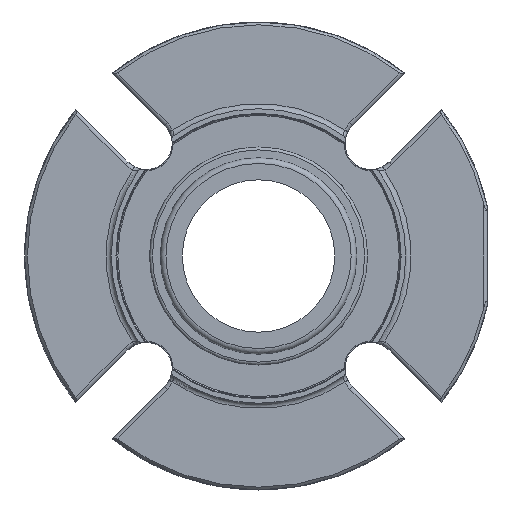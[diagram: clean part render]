
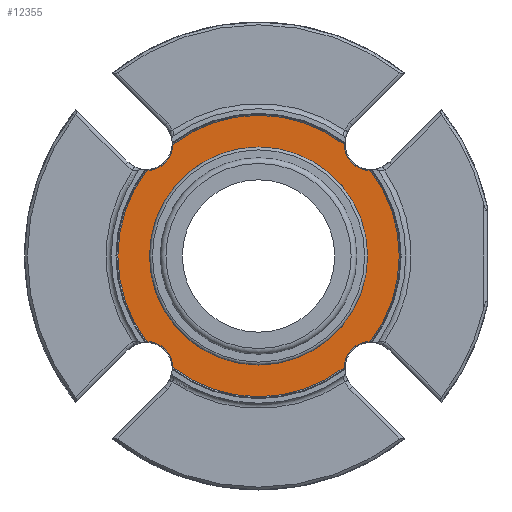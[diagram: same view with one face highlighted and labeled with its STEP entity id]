
A CAD part, left-side view. The second image highlights one B-rep face of the part: STEP entity #12355.
In plain terms, the highlighted planar face has unit normal (-1, 0, 0).
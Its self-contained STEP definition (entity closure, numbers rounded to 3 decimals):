
#1614=PLANE('',#12928);
#1878=ORIENTED_EDGE('',*,*,#4511,.F.);
#1879=ORIENTED_EDGE('',*,*,#4507,.T.);
#1880=ORIENTED_EDGE('',*,*,#4495,.F.);
#1881=ORIENTED_EDGE('',*,*,#4499,.T.);
#1882=ORIENTED_EDGE('',*,*,#4504,.F.);
#1883=ORIENTED_EDGE('',*,*,#4510,.T.);
#1884=ORIENTED_EDGE('',*,*,#4512,.F.);
#1885=ORIENTED_EDGE('',*,*,#4513,.T.);
#1886=ORIENTED_EDGE('',*,*,#4490,.F.);
#4490=EDGE_CURVE('',#5814,#5814,#6687,.F.);
#4495=EDGE_CURVE('',#5819,#5820,#6689,.F.);
#4499=EDGE_CURVE('',#5819,#5822,#6691,.T.);
#4504=EDGE_CURVE('',#5826,#5822,#6693,.F.);
#4507=EDGE_CURVE('',#5827,#5820,#6695,.T.);
#4510=EDGE_CURVE('',#5826,#5830,#6697,.T.);
#4511=EDGE_CURVE('',#5827,#5831,#6698,.F.);
#4512=EDGE_CURVE('',#5832,#5830,#6699,.F.);
#4513=EDGE_CURVE('',#5832,#5831,#6700,.T.);
#5814=VERTEX_POINT('',#16113);
#5819=VERTEX_POINT('',#16129);
#5820=VERTEX_POINT('',#16131);
#5822=VERTEX_POINT('',#16137);
#5826=VERTEX_POINT('',#16153);
#5827=VERTEX_POINT('',#16157);
#5830=VERTEX_POINT('',#16165);
#5831=VERTEX_POINT('',#16169);
#5832=VERTEX_POINT('',#16171);
#6687=CIRCLE('',#12912,29.528);
#6689=CIRCLE('',#12915,7.137);
#6691=CIRCLE('',#12918,38.1);
#6693=CIRCLE('',#12921,7.137);
#6695=CIRCLE('',#12924,38.1);
#6697=CIRCLE('',#12927,38.1);
#6698=CIRCLE('',#12929,7.137);
#6699=CIRCLE('',#12930,7.137);
#6700=CIRCLE('',#12931,38.1);
#7119=EDGE_LOOP('',(#1878,#1879,#1880,#1881,#1882,#1883,#1884,#1885));
#7120=EDGE_LOOP('',(#1886));
#7758=FACE_BOUND('',#7119,.T.);
#7759=FACE_BOUND('',#7120,.T.);
#12355=ADVANCED_FACE('',(#7758,#7759),#1614,.F.);
#12912=AXIS2_PLACEMENT_3D('',#16112,#13830,#13831);
#12915=AXIS2_PLACEMENT_3D('',#16130,#13837,#13838);
#12918=AXIS2_PLACEMENT_3D('',#16138,#13845,#13846);
#12921=AXIS2_PLACEMENT_3D('',#16154,#13852,#13853);
#12924=AXIS2_PLACEMENT_3D('',#16160,#13859,#13860);
#12927=AXIS2_PLACEMENT_3D('',#16166,#13866,#13867);
#12928=AXIS2_PLACEMENT_3D('',#16167,#13868,#13869);
#12929=AXIS2_PLACEMENT_3D('',#16168,#13870,#13871);
#12930=AXIS2_PLACEMENT_3D('',#16170,#13872,#13873);
#12931=AXIS2_PLACEMENT_3D('',#16172,#13874,#13875);
#13830=DIRECTION('',(1.,0.,0.));
#13831=DIRECTION('',(0.,1.,0.));
#13837=DIRECTION('',(1.,0.,0.));
#13838=DIRECTION('',(0.,0.707,-0.707));
#13845=DIRECTION('',(-1.,0.,0.));
#13846=DIRECTION('',(0.,-0.707,0.707));
#13852=DIRECTION('',(1.,0.,0.));
#13853=DIRECTION('',(0.,0.707,-0.707));
#13859=DIRECTION('',(-1.,0.,0.));
#13860=DIRECTION('',(0.,-0.707,0.707));
#13866=DIRECTION('',(-1.,0.,0.));
#13867=DIRECTION('',(0.,-0.707,0.707));
#13868=DIRECTION('',(1.,0.,0.));
#13869=DIRECTION('',(0.,0.707,-0.707));
#13870=DIRECTION('',(1.,0.,0.));
#13871=DIRECTION('',(0.,0.707,-0.707));
#13872=DIRECTION('',(1.,0.,0.));
#13873=DIRECTION('',(0.,0.707,-0.707));
#13874=DIRECTION('',(-1.,0.,0.));
#13875=DIRECTION('',(0.,-0.707,0.707));
#16112=CARTESIAN_POINT('',(-0.8,0.,0.));
#16113=CARTESIAN_POINT('',(-0.8,29.528,0.));
#16129=CARTESIAN_POINT('',(-0.8,-23.162,30.251));
#16130=CARTESIAN_POINT('',(-0.8,-30.299,30.299));
#16131=CARTESIAN_POINT('',(-0.8,-30.251,23.162));
#16137=CARTESIAN_POINT('',(-0.8,23.162,30.251));
#16138=CARTESIAN_POINT('',(-0.8,0.,0.));
#16153=CARTESIAN_POINT('',(-0.8,30.251,23.162));
#16154=CARTESIAN_POINT('',(-0.8,30.299,30.299));
#16157=CARTESIAN_POINT('',(-0.8,-30.251,-23.162));
#16160=CARTESIAN_POINT('',(-0.8,0.,0.));
#16165=CARTESIAN_POINT('',(-0.8,30.251,-23.162));
#16166=CARTESIAN_POINT('',(-0.8,0.,0.));
#16167=CARTESIAN_POINT('',(-0.8,-26.941,26.941));
#16168=CARTESIAN_POINT('',(-0.8,-30.299,-30.299));
#16169=CARTESIAN_POINT('',(-0.8,-23.162,-30.251));
#16170=CARTESIAN_POINT('',(-0.8,30.299,-30.299));
#16171=CARTESIAN_POINT('',(-0.8,23.162,-30.251));
#16172=CARTESIAN_POINT('',(-0.8,0.,0.));
